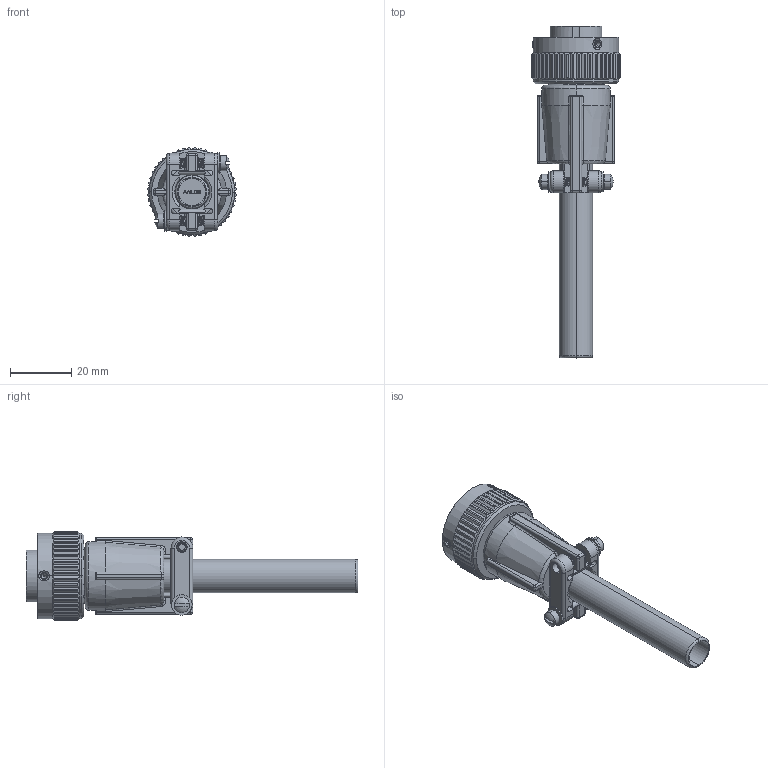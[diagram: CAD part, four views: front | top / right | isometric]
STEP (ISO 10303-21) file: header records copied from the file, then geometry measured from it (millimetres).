
FILE_DESCRIPTION((''),'2;1');
FILE_NAME('VG95234D-14_SW0001','2023-03-29T09:41:26',('paultorloting'),('NET AG system integration'),'CREO PARAMETRIC BY PTC INC, 2021404','CREO PARAMETRIC BY PTC INC, 2021404','');
FILE_SCHEMA(('AUTOMOTIVE_DESIGN { 1 0 10303 214 1 1 1 1 }'));
Products named in the file (1): VG95234D-14_SW0001
Bounding box: 28.85 x 108.41 x 28.85 mm (x, y, z)
Volume: 20667.1 mm3; surface area: 14186.4 mm2
Topology: 3 solids, 3 shells, 920 faces, 2474 edges, 1578 vertices
Faces by surface type: plane 463, cylinder 271, cone 76, bspline 54, torus 40, sphere 16
Entity records: 57884 total; most frequent: CARTESIAN_POINT 30941, ORIENTED_EDGE 4936, DIRECTION 4234, EDGE_CURVE 2468, VERTEX_POINT 1578, AXIS2_PLACEMENT_3D 1452, VECTOR 1327, LINE 1327
